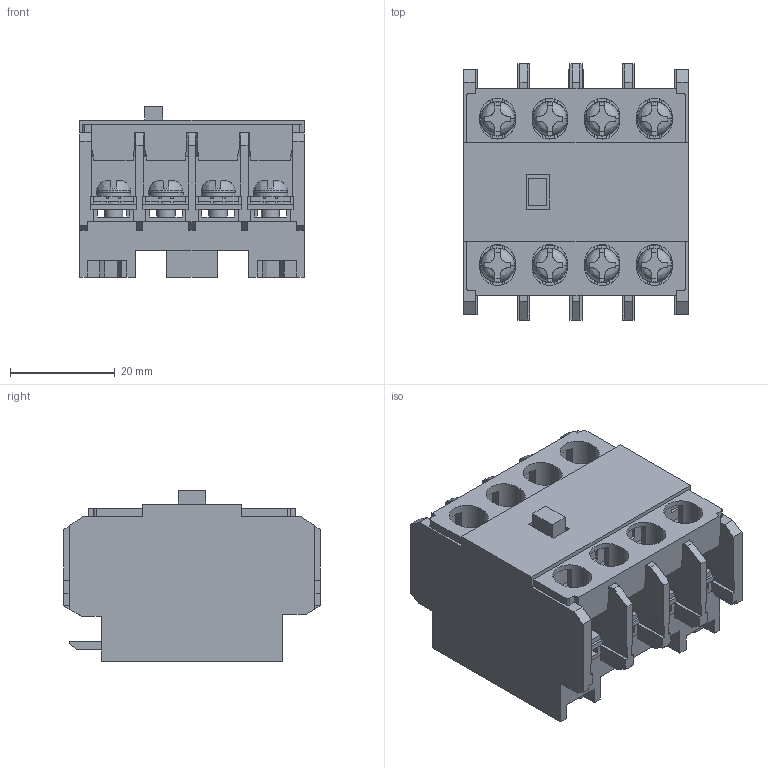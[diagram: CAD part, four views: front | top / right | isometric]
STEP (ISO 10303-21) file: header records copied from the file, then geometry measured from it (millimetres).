
FILE_DESCRIPTION (( 'STEP AP203' ), '1' );
FILE_NAME ('SZ-A22T.STEP', '2021-01-05T16:16:57', ( '' ), ( '' ), 'SwSTEP 2.0', 'SolidWorks 2019', '' );
FILE_SCHEMA (( 'CONFIG_CONTROL_DESIGN' ));
Length unit declared in the file: inch
Products named in the file (1): SZ-A22T
Bounding box: 43 x 49 x 32.6 mm (x, y, z)
Volume: 28895.1 mm3; surface area: 25615.9 mm2
Topology: 31 solids, 31 shells, 1480 faces, 4263 edges, 2822 vertices
Faces by surface type: plane 1266, cylinder 166, cone 32, bspline 16
Entity records: 48862 total; most frequent: CARTESIAN_POINT 9638, ORIENTED_EDGE 8526, DIRECTION 7605, EDGE_CURVE 4263, VECTOR 3595, LINE 3595, VERTEX_POINT 2822, AXIS2_PLACEMENT_3D 2005
